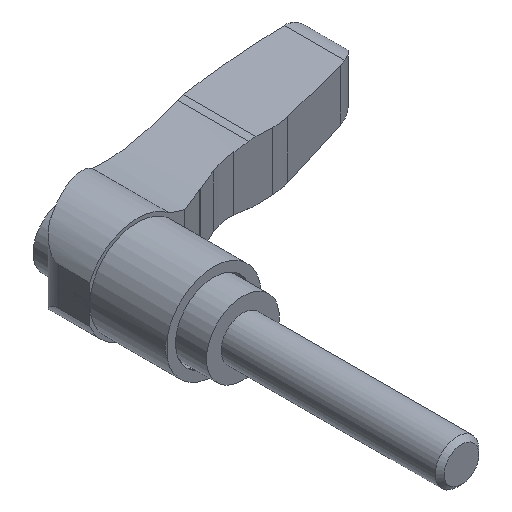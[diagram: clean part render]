
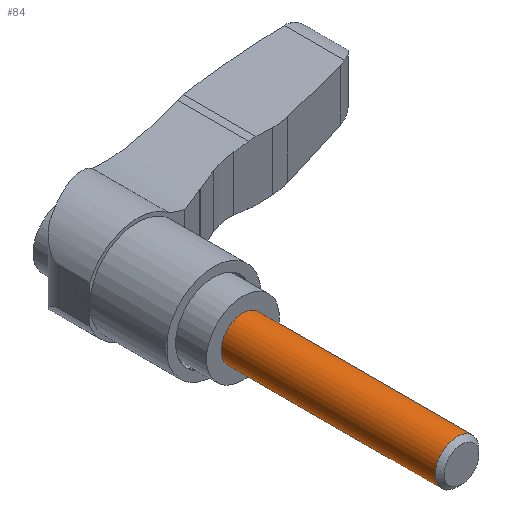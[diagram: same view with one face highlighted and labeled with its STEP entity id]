
A CAD part, isometric view. The second image highlights one B-rep face of the part: STEP entity #84.
In plain terms, the highlighted cylindrical face has radius 3 mm (diameter 6 mm), a full revolution.
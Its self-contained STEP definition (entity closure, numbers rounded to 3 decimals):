
#84 = ADVANCED_FACE( '', ( #216, #217 ), #218, .T. );
#216 = FACE_OUTER_BOUND( '', #406, .T. );
#217 = FACE_OUTER_BOUND( '', #407, .T. );
#218 = CYLINDRICAL_SURFACE( '', #408, 3. );
#406 = EDGE_LOOP( '', ( #601 ) );
#407 = EDGE_LOOP( '', ( #602 ) );
#408 = AXIS2_PLACEMENT_3D( '', #603, #604, #605 );
#601 = ORIENTED_EDGE( '', *, *, #1079, .F. );
#602 = ORIENTED_EDGE( '', *, *, #1067, .T. );
#603 = CARTESIAN_POINT( '', ( 0., -30., 0. ) );
#604 = DIRECTION( '', ( 0., 1., 0. ) );
#605 = DIRECTION( '', ( 0., 0., -1. ) );
#1067 = EDGE_CURVE( '', #1253, #1253, #1254, .T. );
#1079 = EDGE_CURVE( '', #1275, #1275, #1276, .T. );
#1253 = VERTEX_POINT( '', #1530 );
#1254 = CIRCLE( '', #1531, 3. );
#1275 = VERTEX_POINT( '', #1556 );
#1276 = CIRCLE( '', #1557, 3. );
#1530 = CARTESIAN_POINT( '', ( 0., 0., -3. ) );
#1531 = AXIS2_PLACEMENT_3D( '', #2116, #2117, #2118 );
#1556 = CARTESIAN_POINT( '', ( 0., -29.387, -3. ) );
#1557 = AXIS2_PLACEMENT_3D( '', #2138, #2139, #2140 );
#2116 = CARTESIAN_POINT( '', ( 0., 0., 0. ) );
#2117 = DIRECTION( '', ( 0., -1., 0. ) );
#2118 = DIRECTION( '', ( 0., 0., -1. ) );
#2138 = CARTESIAN_POINT( '', ( 0., -29.387, 0. ) );
#2139 = DIRECTION( '', ( 0., -1., 0. ) );
#2140 = DIRECTION( '', ( 0., 0., -1. ) );
